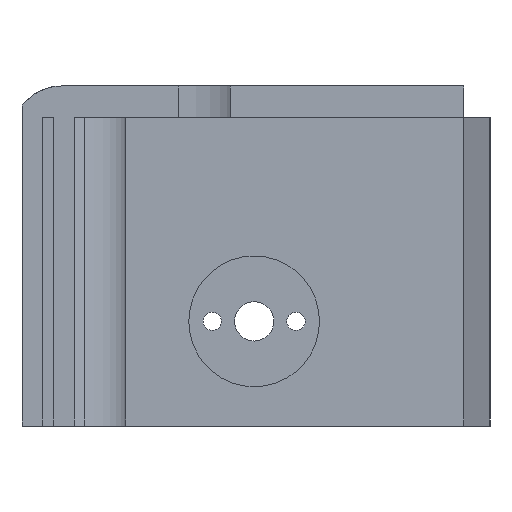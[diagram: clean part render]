
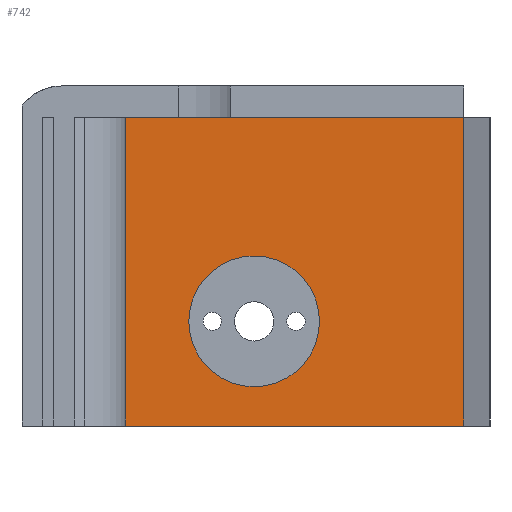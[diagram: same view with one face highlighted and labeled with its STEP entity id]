
A CAD part, left-side view. The second image highlights one B-rep face of the part: STEP entity #742.
In plain terms, the highlighted planar face has unit normal (-1, 0, 0).
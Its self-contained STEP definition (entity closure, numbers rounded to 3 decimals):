
#39=FACE_BOUND('',#129,.T.);
#58=CIRCLE('',#806,12.5);
#86=FACE_OUTER_BOUND('',#128,.T.);
#128=EDGE_LOOP('',(#542,#543,#544,#545));
#129=EDGE_LOOP('',(#546));
#185=LINE('',#1114,#259);
#195=LINE('',#1171,#269);
#196=LINE('',#1174,#270);
#197=LINE('',#1175,#271);
#259=VECTOR('',#888,10.);
#269=VECTOR('',#922,10.);
#270=VECTOR('',#925,10.);
#271=VECTOR('',#926,10.);
#328=VERTEX_POINT('',#1098);
#335=VERTEX_POINT('',#1112);
#348=VERTEX_POINT('',#1169);
#349=VERTEX_POINT('',#1173);
#350=VERTEX_POINT('',#1176);
#407=EDGE_CURVE('',#328,#335,#185,.T.);
#425=EDGE_CURVE('',#348,#335,#195,.T.);
#426=EDGE_CURVE('',#349,#328,#196,.T.);
#427=EDGE_CURVE('',#349,#348,#197,.T.);
#428=EDGE_CURVE('',#350,#350,#58,.T.);
#542=ORIENTED_EDGE('',*,*,#426,.T.);
#543=ORIENTED_EDGE('',*,*,#407,.T.);
#544=ORIENTED_EDGE('',*,*,#425,.F.);
#545=ORIENTED_EDGE('',*,*,#427,.F.);
#546=ORIENTED_EDGE('',*,*,#428,.T.);
#714=PLANE('',#805);
#742=ADVANCED_FACE('',(#86,#39),#714,.T.);
#805=AXIS2_PLACEMENT_3D('',#1172,#923,#924);
#806=AXIS2_PLACEMENT_3D('',#1177,#927,#928);
#888=DIRECTION('',(0.,1.,0.));
#922=DIRECTION('',(0.,0.,1.));
#923=DIRECTION('center_axis',(-1.,0.,0.));
#924=DIRECTION('ref_axis',(0.,-1.,0.));
#925=DIRECTION('',(0.,0.,1.));
#926=DIRECTION('',(0.,1.,0.));
#927=DIRECTION('center_axis',(1.,0.,0.));
#928=DIRECTION('ref_axis',(0.,-1.,0.));
#1098=CARTESIAN_POINT('',(60.,55.536,69.));
#1112=CARTESIAN_POINT('',(60.,120.879,69.));
#1114=CARTESIAN_POINT('',(60.,120.879,69.));
#1169=CARTESIAN_POINT('',(60.,120.879,10.));
#1171=CARTESIAN_POINT('',(60.,120.879,10.));
#1172=CARTESIAN_POINT('Origin',(60.,120.879,10.));
#1173=CARTESIAN_POINT('',(60.,55.536,10.));
#1174=CARTESIAN_POINT('',(60.,55.536,10.));
#1175=CARTESIAN_POINT('',(60.,60.439,10.));
#1176=CARTESIAN_POINT('',(60.,108.124,30.));
#1177=CARTESIAN_POINT('Origin',(60.,95.624,30.));
